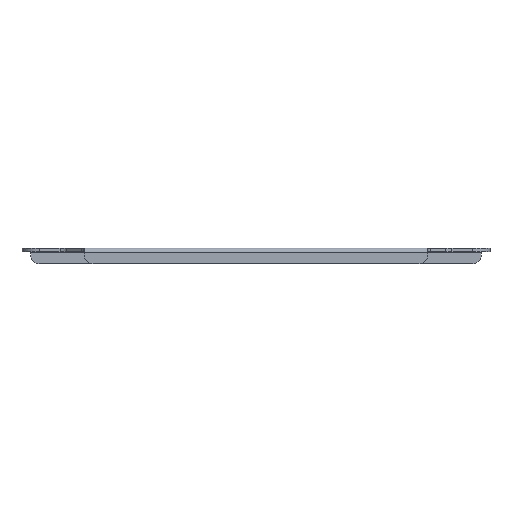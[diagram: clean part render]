
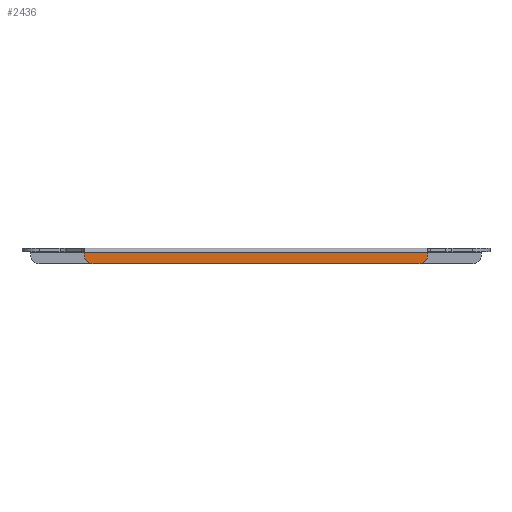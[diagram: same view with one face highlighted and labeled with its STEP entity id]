
A CAD part, front view. The second image highlights one B-rep face of the part: STEP entity #2436.
In plain terms, the highlighted planar face has unit normal (0, -1, 0).
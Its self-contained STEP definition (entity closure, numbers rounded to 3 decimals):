
#111=PLANE('',#2699);
#230=FACE_OUTER_BOUND('',#393,.T.);
#393=EDGE_LOOP('',(#2244,#2245,#2246,#2247,#2248,#2249));
#522=LINE('',#3911,#743);
#577=LINE('',#4025,#798);
#584=LINE('',#4043,#805);
#615=LINE('',#4124,#836);
#743=VECTOR('',#3120,10.);
#798=VECTOR('',#3283,10.);
#805=VECTOR('',#3310,10.);
#836=VECTOR('',#3417,10.);
#952=CIRCLE('',#2595,5.);
#954=CIRCLE('',#2600,5.);
#1179=VERTEX_POINT('',#3901);
#1180=VERTEX_POINT('',#3903);
#1182=VERTEX_POINT('',#3909);
#1186=VERTEX_POINT('',#3921);
#1187=VERTEX_POINT('',#4024);
#1188=VERTEX_POINT('',#4041);
#1440=EDGE_CURVE('',#1179,#1180,#952,.T.);
#1444=EDGE_CURVE('',#1179,#1182,#522,.T.);
#1449=EDGE_CURVE('',#1186,#1182,#954,.T.);
#1501=EDGE_CURVE('',#1187,#1180,#577,.T.);
#1512=EDGE_CURVE('',#1186,#1188,#584,.T.);
#1551=EDGE_CURVE('',#1187,#1188,#615,.T.);
#2244=ORIENTED_EDGE('',*,*,#1440,.F.);
#2245=ORIENTED_EDGE('',*,*,#1444,.T.);
#2246=ORIENTED_EDGE('',*,*,#1449,.F.);
#2247=ORIENTED_EDGE('',*,*,#1512,.T.);
#2248=ORIENTED_EDGE('',*,*,#1551,.F.);
#2249=ORIENTED_EDGE('',*,*,#1501,.T.);
#2436=ADVANCED_FACE('',(#230),#111,.T.);
#2595=AXIS2_PLACEMENT_3D('',#3904,#3113,#3114);
#2600=AXIS2_PLACEMENT_3D('',#3922,#3130,#3131);
#2699=AXIS2_PLACEMENT_3D('',#4125,#3418,#3419);
#3113=DIRECTION('center_axis',(0.,1.,0.));
#3114=DIRECTION('ref_axis',(-0.707,0.,-0.707));
#3120=DIRECTION('',(1.,0.,0.));
#3130=DIRECTION('center_axis',(0.,1.,0.));
#3131=DIRECTION('ref_axis',(0.707,0.,-0.707));
#3283=DIRECTION('',(0.,0.,-1.));
#3310=DIRECTION('',(0.,0.,1.));
#3417=DIRECTION('',(1.,0.,0.));
#3418=DIRECTION('center_axis',(0.,-1.,0.));
#3419=DIRECTION('ref_axis',(0.,0.,-1.));
#3901=CARTESIAN_POINT('',(-94.,-42.,-7.));
#3903=CARTESIAN_POINT('',(-99.,-42.,-2.));
#3904=CARTESIAN_POINT('Origin',(-94.,-42.,-2.));
#3909=CARTESIAN_POINT('',(94.,-42.,-7.));
#3911=CARTESIAN_POINT('',(0.,-42.,-7.));
#3921=CARTESIAN_POINT('',(99.,-42.,-2.));
#3922=CARTESIAN_POINT('Origin',(94.,-42.,-2.));
#4024=CARTESIAN_POINT('',(-99.,-42.,-0.5));
#4025=CARTESIAN_POINT('',(-99.,-42.,1.));
#4041=CARTESIAN_POINT('',(99.,-42.,-0.5));
#4043=CARTESIAN_POINT('',(99.,-42.,1.));
#4124=CARTESIAN_POINT('',(0.,-42.,-0.5));
#4125=CARTESIAN_POINT('Origin',(0.,-42.,0.));
